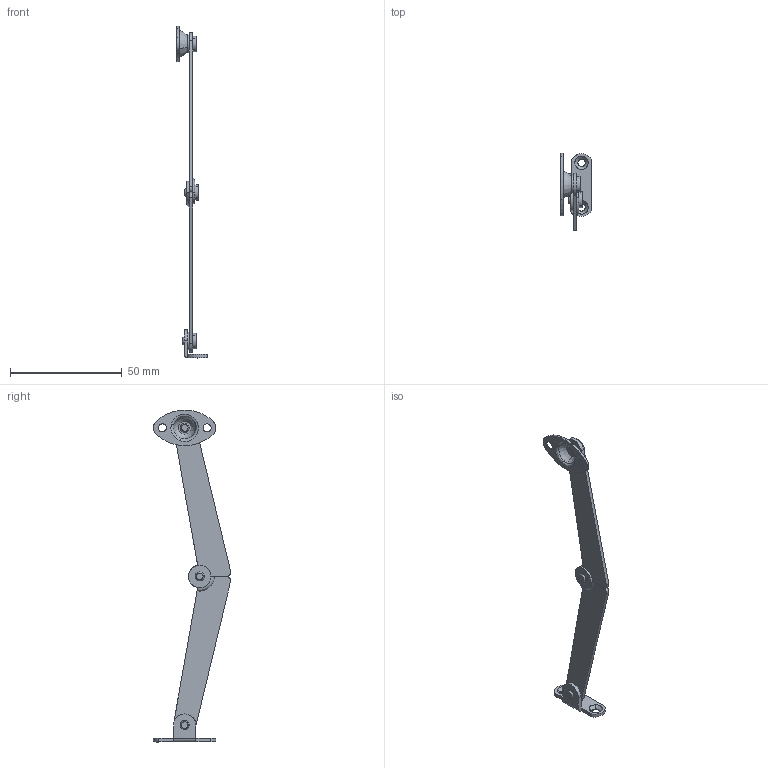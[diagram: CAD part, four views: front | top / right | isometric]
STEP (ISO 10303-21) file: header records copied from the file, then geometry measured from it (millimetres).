
FILE_DESCRIPTION((''),'2;1');
FILE_NAME('','2006-01-17T10:25:13',(''),(''),'','CADfix','');
FILE_SCHEMA(('AUTOMOTIVE_DESIGN'));
Length unit declared in the file: millimetre
Products named in the file (11): rivet_3_mr; rivet_2_mr; rivet_1_mr; washer_mr-2; washer_mr-1; arm_mr-1; washer_mr; bracket_B_mr; bracket_A_mr; arm_mr; TM_30_R_19924_36
Assembly tree (10 placements, depth 2):
  TM_30_R_19924_36
    rivet_3_mr
    rivet_2_mr
    rivet_1_mr
    washer_mr-2
    washer_mr-1
    arm_mr-1
    washer_mr
    bracket_B_mr
    bracket_A_mr
    arm_mr
Bounding box: 13.6 x 34.54 x 148.59 mm (x, y, z)
Volume: 4079.8 mm3; surface area: 6692.8 mm2
Topology: 10 solids, 10 shells, 130 faces, 526 edges, 424 vertices
Faces by surface type: bspline 130
Entity records: 8003 total; most frequent: CARTESIAN_POINT 4659, ORIENTED_EDGE 1052, EDGE_CURVE 526, VERTEX_POINT 424, B_SPLINE_CURVE_WITH_KNOTS 406, EDGE_LOOP 164, FACE_OUTER_BOUND 130, ADVANCED_FACE 130
